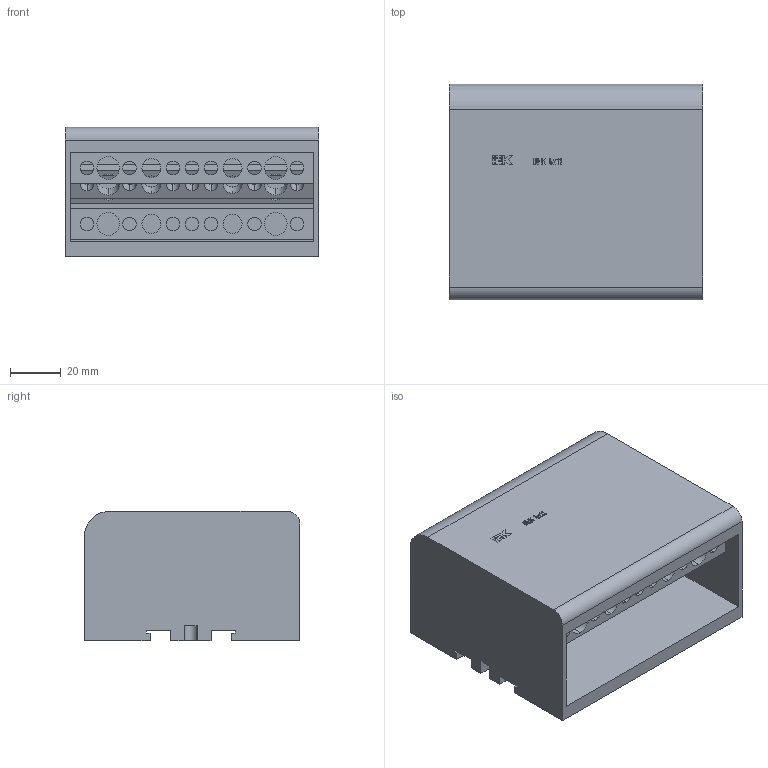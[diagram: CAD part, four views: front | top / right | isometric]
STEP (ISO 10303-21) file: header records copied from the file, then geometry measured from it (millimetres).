
FILE_DESCRIPTION (( 'STEP AP214' ), '1' );
FILE_NAME ('YND10-4-11-125 Øèíû íà DIN-ðåéêó â êîðïóñå (êðîññ-ìîäóëü) 3L+PEN 4õ11 ÈÝÊ.STEP', '2016-09-16T08:40:14', ( 'user' ), ( '' ), 'SwSTEP 2.0', 'SolidWorks 2014', '' );
FILE_SCHEMA (( 'AUTOMOTIVE_DESIGN' ));
Length unit declared in the file: millimetre
Products named in the file (1): YND10-4-11-125 Øèíû íà DIN-ðåéêó â êîðïóñå (êðîññ-ìîäóëü) 3L+PEN 4õ11 ÈÝÊ
Bounding box: 100 x 85 x 51.1 mm (x, y, z)
Volume: 97734.4 mm3; surface area: 76497.4 mm2
Topology: 1 solids, 1 shells, 327 faces, 944 edges, 628 vertices
Faces by surface type: plane 160, cylinder 96, bspline 71
Entity records: 12184 total; most frequent: CARTESIAN_POINT 3627, ORIENTED_EDGE 1888, DIRECTION 1508, EDGE_CURVE 944, VERTEX_POINT 628, LINE 610, VECTOR 610, AXIS2_PLACEMENT_3D 449
